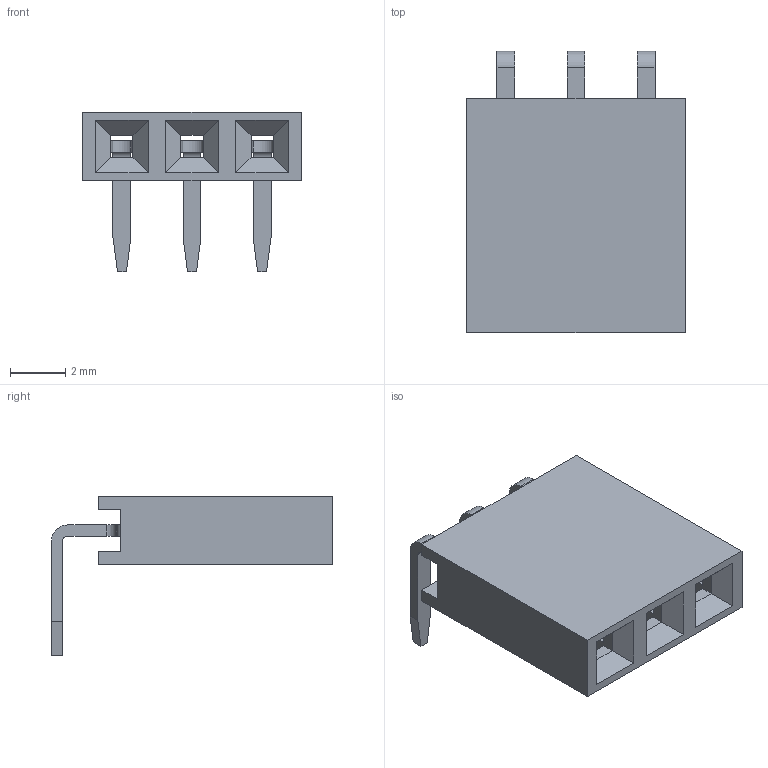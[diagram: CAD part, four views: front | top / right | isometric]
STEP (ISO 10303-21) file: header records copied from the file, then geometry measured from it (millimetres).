
FILE_DESCRIPTION(('STEP AP214'), '1');
FILE_NAME('DS1024-1x5RF1', '2016-04-20T20:56:14', ('Nobody'), (''), 'ASCON STEP Converter 1.3', 'ASCON Math Kernel', '');
FILE_SCHEMA(('AUTOMOTIVE_DESIGN { 1 0 10303 214 3 1 1}'));
Length unit declared in the file: millimetre
Bounding box: 7.92 x 10.2 x 5.8 mm (x, y, z)
Volume: 128.7 mm3; surface area: 488.6 mm2
Topology: 4 solids, 4 shells, 163 faces, 462 edges, 304 vertices
Faces by surface type: plane 124, cylinder 39
Entity records: 6616 total; most frequent: CARTESIAN_POINT 930, ORIENTED_EDGE 924, DIRECTION 868, EDGE_CURVE 462, LINE 384, VECTOR 384, VERTEX_POINT 304, AXIS2_PLACEMENT_3D 242
